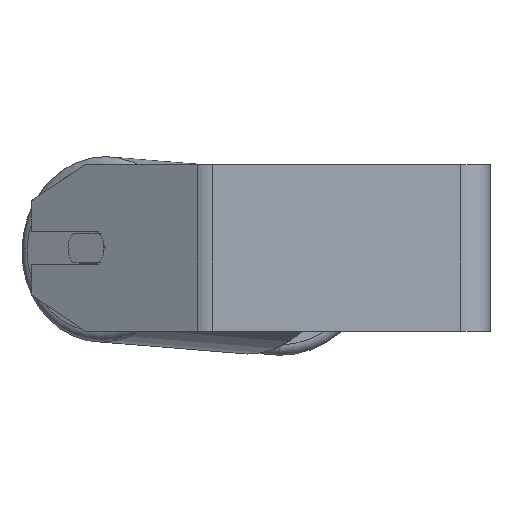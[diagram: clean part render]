
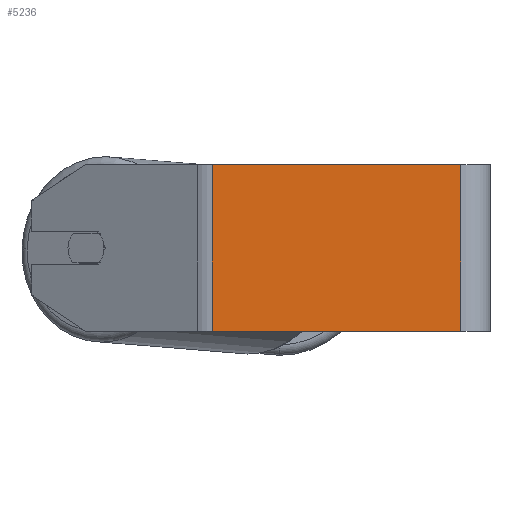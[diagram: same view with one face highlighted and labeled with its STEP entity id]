
A CAD part, left-side view. The second image highlights one B-rep face of the part: STEP entity #5236.
In plain terms, the highlighted planar face has unit normal (-1, 0, 0).
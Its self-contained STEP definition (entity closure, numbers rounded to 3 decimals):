
#21 = EDGE_CURVE ( 'NONE', #3054, #6441, #7277, .T. ) ;
#81 = CARTESIAN_POINT ( 'NONE',  ( -285., 133.231, 40. ) ) ;
#165 = VERTEX_POINT ( 'NONE', #4831 ) ;
#662 = FACE_OUTER_BOUND ( 'NONE', #2893, .T. ) ;
#1412 = LINE ( 'NONE', #4093, #8139 ) ;
#1836 = LINE ( 'NONE', #6647, #7001 ) ;
#1927 = PLANE ( 'NONE',  #5378 ) ;
#2101 = CARTESIAN_POINT ( 'NONE',  ( -285., 133.231, 40. ) ) ;
#2245 = ORIENTED_EDGE ( 'NONE', *, *, #21, .T. ) ;
#2324 = VERTEX_POINT ( 'NONE', #4003 ) ;
#2380 = CARTESIAN_POINT ( 'NONE',  ( -285., 136.982, 40. ) ) ;
#2893 = EDGE_LOOP ( 'NONE', ( #6976, #4124, #5763, #2245 ) ) ;
#3054 = VERTEX_POINT ( 'NONE', #2101 ) ;
#3336 = DIRECTION ( 'NONE',  ( 0., 0., -1. ) ) ;
#3536 = DIRECTION ( 'NONE',  ( 0., -1., 0. ) ) ;
#3680 = EDGE_CURVE ( 'NONE', #6441, #2324, #1836, .T. ) ;
#3900 = VECTOR ( 'NONE', #3536, 1000. ) ;
#4003 = CARTESIAN_POINT ( 'NONE',  ( -285., 14., -40. ) ) ;
#4093 = CARTESIAN_POINT ( 'NONE',  ( -285., 14., 40. ) ) ;
#4124 = ORIENTED_EDGE ( 'NONE', *, *, #6872, .F. ) ;
#4527 = CARTESIAN_POINT ( 'NONE',  ( -285., 136.982, 40. ) ) ;
#4831 = CARTESIAN_POINT ( 'NONE',  ( -285., 14., 40. ) ) ;
#5236 = ADVANCED_FACE ( 'NONE', ( #662 ), #1927, .F. ) ;
#5314 = VECTOR ( 'NONE', #3336, 1000. ) ;
#5378 = AXIS2_PLACEMENT_3D ( 'NONE', #4527, #7819, #7140 ) ;
#5763 = ORIENTED_EDGE ( 'NONE', *, *, #6959, .F. ) ;
#5892 = DIRECTION ( 'NONE',  ( 0., 0., -1. ) ) ;
#6304 = CARTESIAN_POINT ( 'NONE',  ( -285., 133.231, -40. ) ) ;
#6441 = VERTEX_POINT ( 'NONE', #6304 ) ;
#6647 = CARTESIAN_POINT ( 'NONE',  ( -285., 136.982, -40. ) ) ;
#6742 = LINE ( 'NONE', #2380, #3900 ) ;
#6872 = EDGE_CURVE ( 'NONE', #165, #2324, #1412, .T. ) ;
#6959 = EDGE_CURVE ( 'NONE', #3054, #165, #6742, .T. ) ;
#6976 = ORIENTED_EDGE ( 'NONE', *, *, #3680, .T. ) ;
#7001 = VECTOR ( 'NONE', #7776, 1000. ) ;
#7140 = DIRECTION ( 'NONE',  ( 0., 0., -1. ) ) ;
#7277 = LINE ( 'NONE', #81, #5314 ) ;
#7776 = DIRECTION ( 'NONE',  ( 0., -1., 0. ) ) ;
#7819 = DIRECTION ( 'NONE',  ( 1., 0., 0. ) ) ;
#8139 = VECTOR ( 'NONE', #5892, 1000. ) ;
